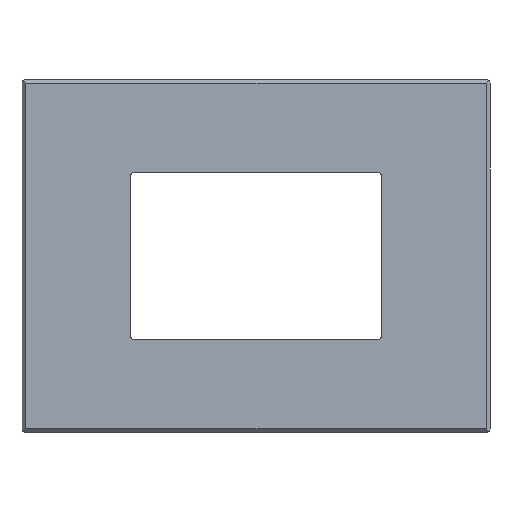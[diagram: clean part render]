
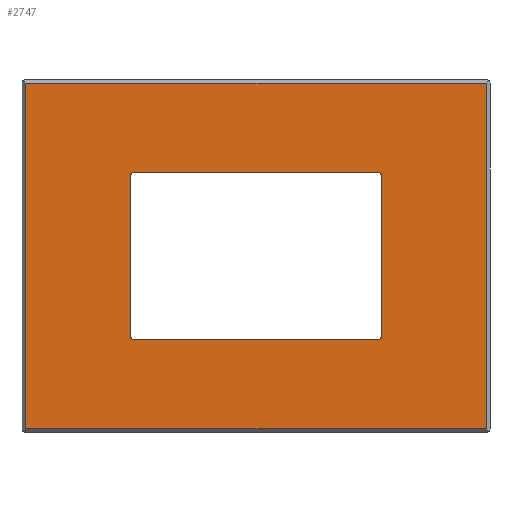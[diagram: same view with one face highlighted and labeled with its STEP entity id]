
A CAD part, top view. The second image highlights one B-rep face of the part: STEP entity #2747.
In plain terms, the highlighted planar face has unit normal (0, 0, 1).
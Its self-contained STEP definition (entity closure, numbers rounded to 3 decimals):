
#262 = CARTESIAN_POINT ( 'NONE',  ( 32.75, 22.5, 3. ) ) ;
#362 = DIRECTION ( 'NONE',  ( 1., 0., 0. ) ) ;
#1453 = ORIENTED_EDGE ( 'NONE', *, *, #34308, .T. ) ;
#1532 = EDGE_CURVE ( 'NONE', #17159, #46756, #9784, .T. ) ;
#1758 = AXIS2_PLACEMENT_3D ( 'NONE', #38225, #5121, #15821 ) ;
#2325 = DIRECTION ( 'NONE',  ( -1., 0., 0. ) ) ;
#2540 = EDGE_CURVE ( 'NONE', #42964, #4612, #42641, .T. ) ;
#2747 = ADVANCED_FACE ( 'NONE', ( #43215, #18112 ), #10536, .F. ) ;
#3053 = EDGE_CURVE ( 'NONE', #17159, #4612, #10513, .T. ) ;
#4606 = CARTESIAN_POINT ( 'NONE',  ( 62., 46.5, 3. ) ) ;
#4612 = VERTEX_POINT ( 'NONE', #4699 ) ;
#4699 = CARTESIAN_POINT ( 'NONE',  ( 33.75, 21.5, 3. ) ) ;
#4822 = DIRECTION ( 'NONE',  ( 0., 0., -1. ) ) ;
#5116 = DIRECTION ( 'NONE',  ( 0., 1., 0. ) ) ;
#5121 = DIRECTION ( 'NONE',  ( 0., 0., -1. ) ) ;
#6066 = DIRECTION ( 'NONE',  ( -1., 0., 0. ) ) ;
#6283 = DIRECTION ( 'NONE',  ( -1., 0., 0. ) ) ;
#6476 = DIRECTION ( 'NONE',  ( -1., 0., 0. ) ) ;
#6987 = CARTESIAN_POINT ( 'NONE',  ( -62., 46.5, 3. ) ) ;
#7862 = VERTEX_POINT ( 'NONE', #4606 ) ;
#9427 = CARTESIAN_POINT ( 'NONE',  ( 32.75, 21.5, 3. ) ) ;
#9753 = DIRECTION ( 'NONE',  ( 0., 0., -1. ) ) ;
#9784 = CIRCLE ( 'NONE', #1758, 1. ) ;
#10513 = LINE ( 'NONE', #34937, #38534 ) ;
#10536 = PLANE ( 'NONE',  #41456 ) ;
#13146 = VECTOR ( 'NONE', #45869, 1000. ) ;
#14064 = DIRECTION ( 'NONE',  ( 0., -1., 0. ) ) ;
#15372 = DIRECTION ( 'NONE',  ( -1., 0., 0. ) ) ;
#15821 = DIRECTION ( 'NONE',  ( -1., 0., 0. ) ) ;
#15836 = CARTESIAN_POINT ( 'NONE',  ( -32.75, -21.5, 3. ) ) ;
#16010 = EDGE_CURVE ( 'NONE', #20366, #34081, #35446, .T. ) ;
#16654 = EDGE_CURVE ( 'NONE', #19125, #19956, #17869, .T. ) ;
#16991 = AXIS2_PLACEMENT_3D ( 'NONE', #15836, #4822, #15372 ) ;
#17159 = VERTEX_POINT ( 'NONE', #21914 ) ;
#17319 = LINE ( 'NONE', #21095, #29622 ) ;
#17399 = ORIENTED_EDGE ( 'NONE', *, *, #16654, .T. ) ;
#17418 = CARTESIAN_POINT ( 'NONE',  ( -33.75, 22.5, 3. ) ) ;
#17869 = LINE ( 'NONE', #37840, #40086 ) ;
#18112 = FACE_BOUND ( 'NONE', #38251, .T. ) ;
#18475 = EDGE_CURVE ( 'NONE', #19956, #7862, #44112, .T. ) ;
#19032 = VECTOR ( 'NONE', #6066, 1000. ) ;
#19125 = VERTEX_POINT ( 'NONE', #35555 ) ;
#19434 = DIRECTION ( 'NONE',  ( 0., 1., 0. ) ) ;
#19956 = VERTEX_POINT ( 'NONE', #22988 ) ;
#20136 = DIRECTION ( 'NONE',  ( -1., 0., 0. ) ) ;
#20366 = VERTEX_POINT ( 'NONE', #30174 ) ;
#20417 = ORIENTED_EDGE ( 'NONE', *, *, #24856, .F. ) ;
#20789 = LINE ( 'NONE', #17418, #19032 ) ;
#20921 = ORIENTED_EDGE ( 'NONE', *, *, #22196, .F. ) ;
#20990 = CARTESIAN_POINT ( 'NONE',  ( -33.75, -21.5, 3. ) ) ;
#21095 = CARTESIAN_POINT ( 'NONE',  ( -62., 0., 3. ) ) ;
#21432 = DIRECTION ( 'NONE',  ( 0., 0., -1. ) ) ;
#21914 = CARTESIAN_POINT ( 'NONE',  ( 33.75, -21.5, 3. ) ) ;
#22196 = EDGE_CURVE ( 'NONE', #22448, #46756, #42584, .T. ) ;
#22448 = VERTEX_POINT ( 'NONE', #34341 ) ;
#22988 = CARTESIAN_POINT ( 'NONE',  ( 62., -46.5, 3. ) ) ;
#23377 = CARTESIAN_POINT ( 'NONE',  ( -33.75, 22.5, 3. ) ) ;
#23972 = ORIENTED_EDGE ( 'NONE', *, *, #32142, .T. ) ;
#24856 = EDGE_CURVE ( 'NONE', #42964, #34081, #20789, .T. ) ;
#26065 = CIRCLE ( 'NONE', #16991, 1. ) ;
#27244 = ORIENTED_EDGE ( 'NONE', *, *, #18475, .T. ) ;
#28137 = ORIENTED_EDGE ( 'NONE', *, *, #2540, .T. ) ;
#28264 = CARTESIAN_POINT ( 'NONE',  ( -32.75, 21.5, 3. ) ) ;
#29622 = VECTOR ( 'NONE', #14064, 1000. ) ;
#30174 = CARTESIAN_POINT ( 'NONE',  ( -33.75, 21.5, 3. ) ) ;
#30389 = VERTEX_POINT ( 'NONE', #20990 ) ;
#31216 = LINE ( 'NONE', #46772, #43454 ) ;
#32142 = EDGE_CURVE ( 'NONE', #39144, #19125, #17319, .T. ) ;
#33569 = LINE ( 'NONE', #23377, #13146 ) ;
#33984 = CARTESIAN_POINT ( 'NONE',  ( 62., 0., 3. ) ) ;
#34081 = VERTEX_POINT ( 'NONE', #41132 ) ;
#34195 = VECTOR ( 'NONE', #19434, 1000. ) ;
#34308 = EDGE_CURVE ( 'NONE', #7862, #39144, #31216, .T. ) ;
#34341 = CARTESIAN_POINT ( 'NONE',  ( -32.75, -22.5, 3. ) ) ;
#34937 = CARTESIAN_POINT ( 'NONE',  ( 33.75, 22.5, 3. ) ) ;
#35446 = CIRCLE ( 'NONE', #41394, 1. ) ;
#35555 = CARTESIAN_POINT ( 'NONE',  ( -62., -46.5, 3. ) ) ;
#35690 = ORIENTED_EDGE ( 'NONE', *, *, #47030, .T. ) ;
#35824 = CARTESIAN_POINT ( 'NONE',  ( 32.75, -22.5, 3. ) ) ;
#37309 = EDGE_LOOP ( 'NONE', ( #1453, #23972, #17399, #27244 ) ) ;
#37651 = ORIENTED_EDGE ( 'NONE', *, *, #16010, .T. ) ;
#37840 = CARTESIAN_POINT ( 'NONE',  ( 0., -46.5, 3. ) ) ;
#38225 = CARTESIAN_POINT ( 'NONE',  ( 32.75, -21.5, 3. ) ) ;
#38251 = EDGE_LOOP ( 'NONE', ( #43471, #37651, #20417, #28137, #48174, #38834, #20921, #35690 ) ) ;
#38534 = VECTOR ( 'NONE', #5116, 1000. ) ;
#38834 = ORIENTED_EDGE ( 'NONE', *, *, #1532, .T. ) ;
#39144 = VERTEX_POINT ( 'NONE', #6987 ) ;
#39414 = EDGE_CURVE ( 'NONE', #20366, #30389, #33569, .T. ) ;
#40086 = VECTOR ( 'NONE', #362, 1000. ) ;
#40870 = CARTESIAN_POINT ( 'NONE',  ( -33.75, -22.5, 3. ) ) ;
#41101 = AXIS2_PLACEMENT_3D ( 'NONE', #9427, #9753, #20136 ) ;
#41132 = CARTESIAN_POINT ( 'NONE',  ( -32.75, 22.5, 3. ) ) ;
#41394 = AXIS2_PLACEMENT_3D ( 'NONE', #28264, #43269, #6283 ) ;
#41456 = AXIS2_PLACEMENT_3D ( 'NONE', #43636, #21432, #6476 ) ;
#42584 = LINE ( 'NONE', #40870, #44924 ) ;
#42641 = CIRCLE ( 'NONE', #41101, 1. ) ;
#42964 = VERTEX_POINT ( 'NONE', #262 ) ;
#43215 = FACE_OUTER_BOUND ( 'NONE', #37309, .T. ) ;
#43269 = DIRECTION ( 'NONE',  ( 0., 0., -1. ) ) ;
#43454 = VECTOR ( 'NONE', #2325, 1000. ) ;
#43471 = ORIENTED_EDGE ( 'NONE', *, *, #39414, .F. ) ;
#43636 = CARTESIAN_POINT ( 'NONE',  ( 0., 0., 3. ) ) ;
#44112 = LINE ( 'NONE', #33984, #34195 ) ;
#44778 = DIRECTION ( 'NONE',  ( 1., 0., 0. ) ) ;
#44924 = VECTOR ( 'NONE', #44778, 1000. ) ;
#45869 = DIRECTION ( 'NONE',  ( 0., -1., 0. ) ) ;
#46756 = VERTEX_POINT ( 'NONE', #35824 ) ;
#46772 = CARTESIAN_POINT ( 'NONE',  ( 0., 46.5, 3. ) ) ;
#47030 = EDGE_CURVE ( 'NONE', #22448, #30389, #26065, .T. ) ;
#48174 = ORIENTED_EDGE ( 'NONE', *, *, #3053, .F. ) ;
